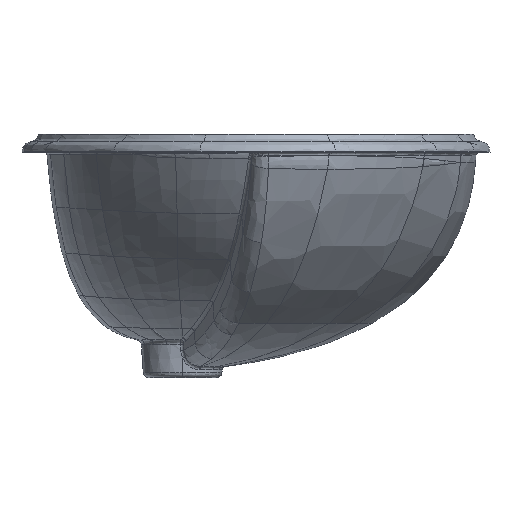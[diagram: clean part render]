
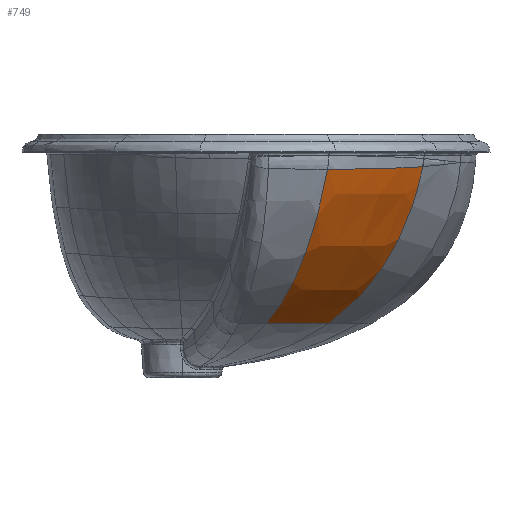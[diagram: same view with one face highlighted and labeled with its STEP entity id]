
A CAD part, left-side view. The second image highlights one B-rep face of the part: STEP entity #749.
In plain terms, the highlighted free-form (B-spline) face has degree [7, 7] with [8, 8] control points.
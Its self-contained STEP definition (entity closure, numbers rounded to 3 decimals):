
#315=B_SPLINE_SURFACE_WITH_KNOTS('',7,7,((#21624,#21625,#21626,#21627,#21628,
#21629,#21630,#21631),(#21632,#21633,#21634,#21635,#21636,#21637,#21638,
#21639),(#21640,#21641,#21642,#21643,#21644,#21645,#21646,#21647),(#21648,
#21649,#21650,#21651,#21652,#21653,#21654,#21655),(#21656,#21657,#21658,
#21659,#21660,#21661,#21662,#21663),(#21664,#21665,#21666,#21667,#21668,
#21669,#21670,#21671),(#21672,#21673,#21674,#21675,#21676,#21677,#21678,
#21679),(#21680,#21681,#21682,#21683,#21684,#21685,#21686,#21687)),
 .UNSPECIFIED.,.F.,.F.,.F.,(8,8),(8,8),(0.,1.),(0.,1.),.UNSPECIFIED.);
#749=ADVANCED_FACE('',(#1201),#315,.T.);
#1201=FACE_OUTER_BOUND('',#1633,.T.);
#1633=EDGE_LOOP('',(#3393,#3394,#3395,#3396,#3397));
#3393=ORIENTED_EDGE('',*,*,#5568,.T.);
#3394=ORIENTED_EDGE('',*,*,#5569,.T.);
#3395=ORIENTED_EDGE('',*,*,#5564,.T.);
#3396=ORIENTED_EDGE('',*,*,#5566,.T.);
#3397=ORIENTED_EDGE('',*,*,#5567,.T.);
#4580=VERTEX_POINT('',#20941);
#4584=VERTEX_POINT('',#21084);
#4585=VERTEX_POINT('',#21125);
#4592=VERTEX_POINT('',#21335);
#4593=VERTEX_POINT('',#21377);
#5564=EDGE_CURVE('',#4593,#4580,#6653,.T.);
#5566=EDGE_CURVE('',#4580,#4584,#6655,.T.);
#5567=EDGE_CURVE('',#4584,#4585,#6656,.T.);
#5568=EDGE_CURVE('',#4585,#4592,#6657,.T.);
#5569=EDGE_CURVE('',#4592,#4593,#6658,.T.);
#6653=B_SPLINE_CURVE_WITH_KNOTS('',3,(#21356,#21357,#21358,#21359,#21360,
#21361,#21362,#21363,#21364,#21365,#21366,#21367,#21368,#21369,#21370,#21371,
#21372,#21373,#21374,#21375,#21376),.UNSPECIFIED.,.F.,.F.,(4,2,2,2,2,2,
1,2,2,2,4),(0.,0.25,0.375,0.437,0.469,
0.484,0.492,0.496,0.5,
0.75,1.),.UNSPECIFIED.);
#6655=B_SPLINE_CURVE_WITH_KNOTS('',7,(#21434,#21435,#21436,#21437,#21438,
#21439,#21440,#21441),.UNSPECIFIED.,.F.,.F.,(8,8),(0.,1.),.UNSPECIFIED.);
#6656=B_SPLINE_CURVE_WITH_KNOTS('',7,(#21484,#21485,#21486,#21487,#21488,
#21489,#21490,#21491),.UNSPECIFIED.,.F.,.F.,(8,8),(0.,1.),.UNSPECIFIED.);
#6657=B_SPLINE_CURVE_WITH_KNOTS('',7,(#21524,#21525,#21526,#21527,#21528,
#21529,#21530,#21531),.UNSPECIFIED.,.F.,.F.,(8,8),(0.,1.),.UNSPECIFIED.);
#6658=B_SPLINE_CURVE_WITH_KNOTS('',3,(#21612,#21613,#21614,#21615),
 .UNSPECIFIED.,.F.,.F.,(4,4),(0.,1.),.UNSPECIFIED.);
#20941=CARTESIAN_POINT('',(-254.462,-126.328,-33.297));
#21084=CARTESIAN_POINT('',(-147.982,-73.451,-167.324));
#21125=CARTESIAN_POINT('',(-104.831,-128.104,-167.324));
#21335=CARTESIAN_POINT('',(-171.396,-209.429,-31.028));
#21356=CARTESIAN_POINT('',(-171.861,-209.173,-31.048));
#21357=CARTESIAN_POINT('',(-178.685,-205.399,-31.345));
#21358=CARTESIAN_POINT('',(-186.774,-200.645,-31.627));
#21359=CARTESIAN_POINT('',(-199.881,-191.198,-32.028));
#21360=CARTESIAN_POINT('',(-204.415,-187.654,-32.158));
#21361=CARTESIAN_POINT('',(-211.351,-181.623,-32.346));
#21362=CARTESIAN_POINT('',(-213.685,-179.495,-32.407));
#21363=CARTESIAN_POINT('',(-217.201,-176.116,-32.498));
#21364=CARTESIAN_POINT('',(-218.375,-174.959,-32.528));
#21365=CARTESIAN_POINT('',(-220.138,-173.177,-32.572));
#21366=CARTESIAN_POINT('',(-220.725,-172.576,-32.587));
#21367=CARTESIAN_POINT('',(-221.607,-171.662,-32.609));
#21368=CARTESIAN_POINT('',(-222.047,-171.202,-32.62));
#21369=CARTESIAN_POINT('',(-222.488,-170.738,-32.631));
#21370=CARTESIAN_POINT('',(-222.781,-170.427,-32.638));
#21371=CARTESIAN_POINT('',(-222.954,-170.244,-32.642));
#21372=CARTESIAN_POINT('',(-230.783,-161.914,-32.836));
#21373=CARTESIAN_POINT('',(-237.225,-153.69,-32.985));
#21374=CARTESIAN_POINT('',(-247.672,-138.647,-33.202));
#21375=CARTESIAN_POINT('',(-251.643,-131.862,-33.269));
#21376=CARTESIAN_POINT('',(-254.462,-126.328,-33.296));
#21377=CARTESIAN_POINT('',(-171.861,-209.173,-31.049));
#21434=CARTESIAN_POINT('',(-254.462,-126.328,-33.297));
#21435=CARTESIAN_POINT('',(-245.855,-122.054,-57.454));
#21436=CARTESIAN_POINT('',(-234.96,-116.643,-81.116));
#21437=CARTESIAN_POINT('',(-221.617,-110.017,-103.215));
#21438=CARTESIAN_POINT('',(-205.904,-102.214,-123.078));
#21439=CARTESIAN_POINT('',(-188.111,-93.378,-140.383));
#21440=CARTESIAN_POINT('',(-168.661,-83.72,-155.088));
#21441=CARTESIAN_POINT('',(-147.982,-73.451,-167.324));
#21484=CARTESIAN_POINT('',(-147.982,-73.451,-167.324));
#21485=CARTESIAN_POINT('',(-143.73,-82.421,-167.324));
#21486=CARTESIAN_POINT('',(-138.77,-91.074,-167.324));
#21487=CARTESIAN_POINT('',(-133.143,-99.367,-167.324));
#21488=CARTESIAN_POINT('',(-126.894,-107.259,-167.324));
#21489=CARTESIAN_POINT('',(-120.063,-114.707,-167.324));
#21490=CARTESIAN_POINT('',(-112.695,-121.67,-167.324));
#21491=CARTESIAN_POINT('',(-104.831,-128.104,-167.324));
#21524=CARTESIAN_POINT('',(-104.831,-128.104,-167.324));
#21525=CARTESIAN_POINT('',(-118.793,-145.162,-155.049));
#21526=CARTESIAN_POINT('',(-131.794,-161.045,-140.176));
#21527=CARTESIAN_POINT('',(-143.465,-175.304,-122.545));
#21528=CARTESIAN_POINT('',(-153.424,-187.472,-102.205));
#21529=CARTESIAN_POINT('',(-161.403,-197.22,-79.538));
#21530=CARTESIAN_POINT('',(-167.329,-204.461,-55.358));
#21531=CARTESIAN_POINT('',(-171.396,-209.429,-31.028));
#21612=CARTESIAN_POINT('',(-171.396,-209.429,-31.028));
#21613=CARTESIAN_POINT('',(-171.552,-209.344,-31.035));
#21614=CARTESIAN_POINT('',(-171.706,-209.258,-31.042));
#21615=CARTESIAN_POINT('',(-171.861,-209.173,-31.048));
#21624=CARTESIAN_POINT('',(-171.997,-210.163,-27.324));
#21625=CARTESIAN_POINT('',(-168.088,-205.387,-52.193));
#21626=CARTESIAN_POINT('',(-162.261,-198.268,-77.063));
#21627=CARTESIAN_POINT('',(-154.285,-188.524,-100.428));
#21628=CARTESIAN_POINT('',(-144.224,-176.232,-121.391));
#21629=CARTESIAN_POINT('',(-132.359,-161.735,-139.528));
#21630=CARTESIAN_POINT('',(-119.097,-145.533,-154.783));
#21631=CARTESIAN_POINT('',(-104.831,-128.104,-167.324));
#21632=CARTESIAN_POINT('',(-190.634,-200.308,-27.324));
#21633=CARTESIAN_POINT('',(-185.198,-195.175,-52.127));
#21634=CARTESIAN_POINT('',(-177.98,-188.332,-76.912));
#21635=CARTESIAN_POINT('',(-168.693,-179.188,-100.312));
#21636=CARTESIAN_POINT('',(-157.128,-167.484,-121.453));
#21637=CARTESIAN_POINT('',(-143.61,-153.611,-139.531));
#21638=CARTESIAN_POINT('',(-128.662,-138.198,-154.727));
#21639=CARTESIAN_POINT('',(-112.695,-121.67,-167.324));
#21640=CARTESIAN_POINT('',(-205.837,-190.384,-27.324));
#21641=CARTESIAN_POINT('',(-199.672,-185.541,-52.258));
#21642=CARTESIAN_POINT('',(-191.446,-178.682,-77.1));
#21643=CARTESIAN_POINT('',(-180.932,-169.574,-100.419));
#21644=CARTESIAN_POINT('',(-168.194,-158.281,-121.347));
#21645=CARTESIAN_POINT('',(-153.521,-145.093,-139.475));
#21646=CARTESIAN_POINT('',(-137.339,-130.431,-154.747));
#21647=CARTESIAN_POINT('',(-120.063,-114.707,-167.324));
#21648=CARTESIAN_POINT('',(-219.618,-178.529,-27.324));
#21649=CARTESIAN_POINT('',(-212.661,-173.827,-52.291));
#21650=CARTESIAN_POINT('',(-203.571,-167.271,-77.118));
#21651=CARTESIAN_POINT('',(-192.125,-158.654,-100.414));
#21652=CARTESIAN_POINT('',(-178.385,-148.035,-121.325));
#21653=CARTESIAN_POINT('',(-162.644,-135.674,-139.449));
#21654=CARTESIAN_POINT('',(-145.338,-121.957,-154.729));
#21655=CARTESIAN_POINT('',(-126.894,-107.259,-167.324));
#21656=CARTESIAN_POINT('',(-231.699,-165.557,-27.324));
#21657=CARTESIAN_POINT('',(-224.11,-161.091,-52.323));
#21658=CARTESIAN_POINT('',(-214.317,-154.935,-77.137));
#21659=CARTESIAN_POINT('',(-202.098,-146.907,-100.409));
#21660=CARTESIAN_POINT('',(-187.515,-137.056,-121.303));
#21661=CARTESIAN_POINT('',(-170.867,-125.619,-139.422));
#21662=CARTESIAN_POINT('',(-152.597,-112.943,-154.711));
#21663=CARTESIAN_POINT('',(-133.143,-99.367,-167.324));
#21664=CARTESIAN_POINT('',(-242.699,-151.26,-27.324));
#21665=CARTESIAN_POINT('',(-234.543,-147.163,-52.356));
#21666=CARTESIAN_POINT('',(-224.112,-141.539,-77.156));
#21667=CARTESIAN_POINT('',(-211.186,-134.23,-100.404));
#21668=CARTESIAN_POINT('',(-195.826,-125.28,-121.282));
#21669=CARTESIAN_POINT('',(-178.336,-114.9,-139.396));
#21670=CARTESIAN_POINT('',(-159.167,-103.396,-154.693));
#21671=CARTESIAN_POINT('',(-138.77,-91.074,-167.324));
#21672=CARTESIAN_POINT('',(-251.054,-138.012,-27.324));
#21673=CARTESIAN_POINT('',(-242.614,-134.082,-52.389));
#21674=CARTESIAN_POINT('',(-231.828,-128.788,-77.174));
#21675=CARTESIAN_POINT('',(-218.477,-121.998,-100.399));
#21676=CARTESIAN_POINT('',(-202.623,-113.749,-121.26));
#21677=CARTESIAN_POINT('',(-184.573,-104.222,-139.37));
#21678=CARTESIAN_POINT('',(-164.788,-93.69,-154.675));
#21679=CARTESIAN_POINT('',(-143.73,-82.421,-167.324));
#21680=CARTESIAN_POINT('',(-256.527,-127.353,-27.324));
#21681=CARTESIAN_POINT('',(-248.114,-123.175,-52.421));
#21682=CARTESIAN_POINT('',(-237.283,-117.797,-77.193));
#21683=CARTESIAN_POINT('',(-223.817,-111.11,-100.395));
#21684=CARTESIAN_POINT('',(-207.779,-103.145,-121.238));
#21685=CARTESIAN_POINT('',(-189.48,-94.059,-139.343));
#21686=CARTESIAN_POINT('',(-169.39,-84.082,-154.657));
#21687=CARTESIAN_POINT('',(-147.982,-73.451,-167.324));
